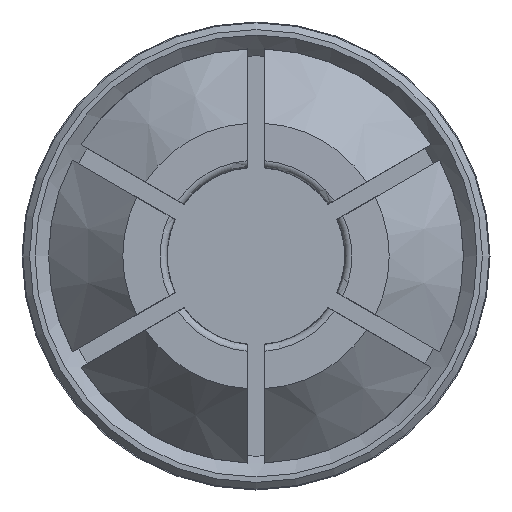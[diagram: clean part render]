
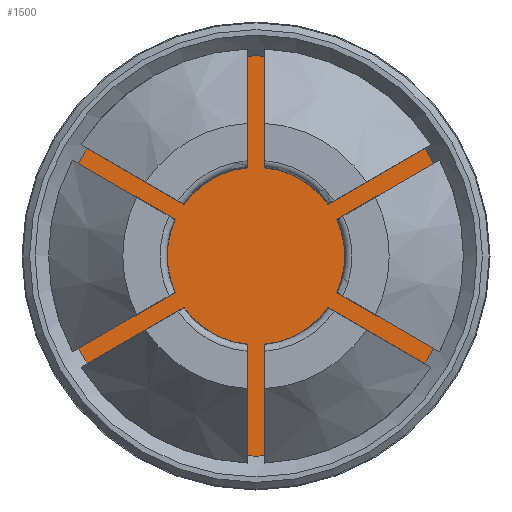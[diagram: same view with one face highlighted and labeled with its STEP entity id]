
A CAD part, left-side view. The second image highlights one B-rep face of the part: STEP entity #1500.
In plain terms, the highlighted planar face has unit normal (-1, 0, 0).
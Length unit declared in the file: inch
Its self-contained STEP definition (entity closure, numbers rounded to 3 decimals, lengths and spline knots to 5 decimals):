
#225=FACE_OUTER_BOUND('',#305,.T.);
#305=EDGE_LOOP('',(#1004,#1005,#1006,#1007,#1008,#1009,#1010,#1011,#1012,
#1013,#1014,#1015,#1016,#1017,#1018,#1019,#1020,#1021,#1022,#1023,#1024,
#1025,#1026,#1027));
#391=ELLIPSE('',#1602,0.2575,0.2575);
#392=ELLIPSE('',#1604,0.2575,0.2575);
#393=ELLIPSE('',#1606,0.2575,0.2575);
#394=ELLIPSE('',#1608,0.2575,0.2575);
#395=ELLIPSE('',#1610,0.2575,0.2575);
#396=ELLIPSE('',#1612,0.2575,0.2575);
#397=CIRCLE('',#1601,0.58985);
#398=CIRCLE('',#1603,0.58985);
#399=CIRCLE('',#1605,0.58985);
#400=CIRCLE('',#1607,0.58985);
#401=CIRCLE('',#1609,0.58985);
#402=CIRCLE('',#1611,0.58985);
#464=LINE('',#2141,#540);
#465=LINE('',#2145,#541);
#466=LINE('',#2149,#542);
#467=LINE('',#2153,#543);
#468=LINE('',#2157,#544);
#469=LINE('',#2161,#545);
#470=LINE('',#2165,#546);
#471=LINE('',#2169,#547);
#472=LINE('',#2173,#548);
#473=LINE('',#2177,#549);
#474=LINE('',#2181,#550);
#475=LINE('',#2185,#551);
#540=VECTOR('',#1757,0.3937);
#541=VECTOR('',#1760,0.3937);
#542=VECTOR('',#1763,0.3937);
#543=VECTOR('',#1766,0.3937);
#544=VECTOR('',#1769,0.3937);
#545=VECTOR('',#1772,0.3937);
#546=VECTOR('',#1775,0.3937);
#547=VECTOR('',#1778,0.3937);
#548=VECTOR('',#1781,0.3937);
#549=VECTOR('',#1784,0.3937);
#550=VECTOR('',#1787,0.3937);
#551=VECTOR('',#1790,0.3937);
#616=VERTEX_POINT('',#2139);
#617=VERTEX_POINT('',#2140);
#618=VERTEX_POINT('',#2142);
#619=VERTEX_POINT('',#2144);
#620=VERTEX_POINT('',#2146);
#621=VERTEX_POINT('',#2148);
#622=VERTEX_POINT('',#2150);
#623=VERTEX_POINT('',#2152);
#624=VERTEX_POINT('',#2154);
#625=VERTEX_POINT('',#2156);
#626=VERTEX_POINT('',#2158);
#627=VERTEX_POINT('',#2160);
#628=VERTEX_POINT('',#2162);
#629=VERTEX_POINT('',#2164);
#630=VERTEX_POINT('',#2166);
#631=VERTEX_POINT('',#2168);
#632=VERTEX_POINT('',#2170);
#633=VERTEX_POINT('',#2172);
#634=VERTEX_POINT('',#2174);
#635=VERTEX_POINT('',#2176);
#636=VERTEX_POINT('',#2178);
#637=VERTEX_POINT('',#2180);
#638=VERTEX_POINT('',#2182);
#639=VERTEX_POINT('',#2184);
#773=EDGE_CURVE('',#616,#617,#464,.T.);
#774=EDGE_CURVE('',#618,#616,#397,.T.);
#775=EDGE_CURVE('',#619,#618,#465,.T.);
#776=EDGE_CURVE('',#620,#619,#391,.T.);
#777=EDGE_CURVE('',#621,#620,#466,.T.);
#778=EDGE_CURVE('',#622,#621,#398,.T.);
#779=EDGE_CURVE('',#623,#622,#467,.T.);
#780=EDGE_CURVE('',#624,#623,#392,.T.);
#781=EDGE_CURVE('',#625,#624,#468,.T.);
#782=EDGE_CURVE('',#626,#625,#399,.T.);
#783=EDGE_CURVE('',#627,#626,#469,.T.);
#784=EDGE_CURVE('',#628,#627,#393,.T.);
#785=EDGE_CURVE('',#629,#628,#470,.T.);
#786=EDGE_CURVE('',#630,#629,#400,.T.);
#787=EDGE_CURVE('',#631,#630,#471,.T.);
#788=EDGE_CURVE('',#632,#631,#394,.T.);
#789=EDGE_CURVE('',#633,#632,#472,.T.);
#790=EDGE_CURVE('',#634,#633,#401,.T.);
#791=EDGE_CURVE('',#635,#634,#473,.T.);
#792=EDGE_CURVE('',#636,#635,#395,.T.);
#793=EDGE_CURVE('',#637,#636,#474,.T.);
#794=EDGE_CURVE('',#638,#637,#402,.T.);
#795=EDGE_CURVE('',#639,#638,#475,.T.);
#796=EDGE_CURVE('',#617,#639,#396,.T.);
#1004=ORIENTED_EDGE('',*,*,#773,.F.);
#1005=ORIENTED_EDGE('',*,*,#774,.F.);
#1006=ORIENTED_EDGE('',*,*,#775,.F.);
#1007=ORIENTED_EDGE('',*,*,#776,.F.);
#1008=ORIENTED_EDGE('',*,*,#777,.F.);
#1009=ORIENTED_EDGE('',*,*,#778,.F.);
#1010=ORIENTED_EDGE('',*,*,#779,.F.);
#1011=ORIENTED_EDGE('',*,*,#780,.F.);
#1012=ORIENTED_EDGE('',*,*,#781,.F.);
#1013=ORIENTED_EDGE('',*,*,#782,.F.);
#1014=ORIENTED_EDGE('',*,*,#783,.F.);
#1015=ORIENTED_EDGE('',*,*,#784,.F.);
#1016=ORIENTED_EDGE('',*,*,#785,.F.);
#1017=ORIENTED_EDGE('',*,*,#786,.F.);
#1018=ORIENTED_EDGE('',*,*,#787,.F.);
#1019=ORIENTED_EDGE('',*,*,#788,.F.);
#1020=ORIENTED_EDGE('',*,*,#789,.F.);
#1021=ORIENTED_EDGE('',*,*,#790,.F.);
#1022=ORIENTED_EDGE('',*,*,#791,.F.);
#1023=ORIENTED_EDGE('',*,*,#792,.F.);
#1024=ORIENTED_EDGE('',*,*,#793,.F.);
#1025=ORIENTED_EDGE('',*,*,#794,.F.);
#1026=ORIENTED_EDGE('',*,*,#795,.F.);
#1027=ORIENTED_EDGE('',*,*,#796,.F.);
#1466=PLANE('',#1600);
#1500=ADVANCED_FACE('',(#225),#1466,.T.);
#1600=AXIS2_PLACEMENT_3D('',#2138,#1755,#1756);
#1601=AXIS2_PLACEMENT_3D('',#2143,#1758,#1759);
#1602=AXIS2_PLACEMENT_3D('',#2147,#1761,#1762);
#1603=AXIS2_PLACEMENT_3D('',#2151,#1764,#1765);
#1604=AXIS2_PLACEMENT_3D('',#2155,#1767,#1768);
#1605=AXIS2_PLACEMENT_3D('',#2159,#1770,#1771);
#1606=AXIS2_PLACEMENT_3D('',#2163,#1773,#1774);
#1607=AXIS2_PLACEMENT_3D('',#2167,#1776,#1777);
#1608=AXIS2_PLACEMENT_3D('',#2171,#1779,#1780);
#1609=AXIS2_PLACEMENT_3D('',#2175,#1782,#1783);
#1610=AXIS2_PLACEMENT_3D('',#2179,#1785,#1786);
#1611=AXIS2_PLACEMENT_3D('',#2183,#1788,#1789);
#1612=AXIS2_PLACEMENT_3D('',#2186,#1791,#1792);
#1755=DIRECTION('center_axis',(-1.,0.,0.));
#1756=DIRECTION('ref_axis',(0.,0.,1.));
#1757=DIRECTION('',(0.,-0.866,0.5));
#1758=DIRECTION('center_axis',(1.,0.,0.));
#1759=DIRECTION('ref_axis',(0.,-1.,0.));
#1760=DIRECTION('',(0.,0.866,-0.5));
#1761=DIRECTION('center_axis',(1.,0.,0.));
#1762=DIRECTION('ref_axis',(0.,0.5,-0.866));
#1763=DIRECTION('',(0.,0.,1.));
#1764=DIRECTION('center_axis',(1.,0.,0.));
#1765=DIRECTION('ref_axis',(0.,-1.,0.));
#1766=DIRECTION('',(0.,0.,-1.));
#1767=DIRECTION('center_axis',(1.,0.,0.));
#1768=DIRECTION('ref_axis',(0.,-0.5,-0.866));
#1769=DIRECTION('',(0.,0.866,0.5));
#1770=DIRECTION('center_axis',(1.,0.,0.));
#1771=DIRECTION('ref_axis',(0.,-1.,0.));
#1772=DIRECTION('',(0.,-0.866,-0.5));
#1773=DIRECTION('center_axis',(1.,0.,0.));
#1774=DIRECTION('ref_axis',(0.,-1.,0.));
#1775=DIRECTION('',(0.,0.866,-0.5));
#1776=DIRECTION('center_axis',(1.,0.,0.));
#1777=DIRECTION('ref_axis',(0.,-1.,0.));
#1778=DIRECTION('',(0.,-0.866,0.5));
#1779=DIRECTION('center_axis',(1.,0.,0.));
#1780=DIRECTION('ref_axis',(0.,-0.5,0.866));
#1781=DIRECTION('',(0.,0.,-1.));
#1782=DIRECTION('center_axis',(1.,0.,0.));
#1783=DIRECTION('ref_axis',(0.,-1.,0.));
#1784=DIRECTION('',(0.,0.,1.));
#1785=DIRECTION('center_axis',(1.,0.,0.));
#1786=DIRECTION('ref_axis',(0.,0.5,0.866));
#1787=DIRECTION('',(0.,-0.866,-0.5));
#1788=DIRECTION('center_axis',(1.,0.,0.));
#1789=DIRECTION('ref_axis',(0.,-1.,0.));
#1790=DIRECTION('',(0.,0.866,0.5));
#1791=DIRECTION('center_axis',(1.,0.,0.));
#1792=DIRECTION('ref_axis',(0.,1.,0.));
#2138=CARTESIAN_POINT('Origin',(-1.09987,0.66,0.));
#2139=CARTESIAN_POINT('',(-1.09987,0.52316,-0.27245));
#2140=CARTESIAN_POINT('',(-1.09987,0.23788,-0.10775));
#2141=CARTESIAN_POINT('',(-1.09987,0.55266,-0.28949));
#2142=CARTESIAN_POINT('',(-1.09987,0.49753,-0.31684));
#2143=CARTESIAN_POINT('Origin',(-1.09987,0.,
0.));
#2144=CARTESIAN_POINT('',(-1.09987,0.21226,-0.15214));
#2145=CARTESIAN_POINT('',(-1.09987,0.53023,-0.33572));
#2146=CARTESIAN_POINT('',(-1.09987,0.02563,-0.25989));
#2147=CARTESIAN_POINT('Origin',(-1.09987,0.002,-0.00347));
#2148=CARTESIAN_POINT('',(-1.09987,0.02563,-0.58929));
#2149=CARTESIAN_POINT('',(-1.09987,0.02563,-0.33758));
#2150=CARTESIAN_POINT('',(-1.09987,-0.02563,-0.58929));
#2151=CARTESIAN_POINT('Origin',(-1.09987,0.,
0.));
#2152=CARTESIAN_POINT('',(-1.09987,-0.02563,-0.25989));
#2153=CARTESIAN_POINT('',(-1.09987,-0.02563,-0.34126));
#2154=CARTESIAN_POINT('',(-1.09987,-0.21226,-0.15214));
#2155=CARTESIAN_POINT('Origin',(-1.09987,-0.002,
-0.00347));
#2156=CARTESIAN_POINT('',(-1.09987,-0.49753,-0.31684));
#2157=CARTESIAN_POINT('',(-1.09987,-0.03204,-0.04809));
#2158=CARTESIAN_POINT('',(-1.09987,-0.52316,-0.27245));
#2159=CARTESIAN_POINT('Origin',(-1.09987,0.,
0.));
#2160=CARTESIAN_POINT('',(-1.09987,-0.23788,-0.10775));
#2161=CARTESIAN_POINT('',(-1.09987,-0.06086,-0.00555));
#2162=CARTESIAN_POINT('',(-1.09987,-0.23788,0.10775));
#2163=CARTESIAN_POINT('Origin',(-1.09987,-0.00401,
0.));
#2164=CARTESIAN_POINT('',(-1.09987,-0.52316,0.27245));
#2165=CARTESIAN_POINT('',(-1.09987,-0.05766,0.0037));
#2166=CARTESIAN_POINT('',(-1.09987,-0.49753,0.31684));
#2167=CARTESIAN_POINT('Origin',(-1.09987,0.,
0.));
#2168=CARTESIAN_POINT('',(-1.09987,-0.21226,0.15214));
#2169=CARTESIAN_POINT('',(-1.09987,-0.03523,0.04993));
#2170=CARTESIAN_POINT('',(-1.09987,-0.02563,0.25989));
#2171=CARTESIAN_POINT('Origin',(-1.09987,-0.002,
0.00347));
#2172=CARTESIAN_POINT('',(-1.09987,-0.02563,0.58929));
#2173=CARTESIAN_POINT('',(-1.09987,-0.02563,0.33757));
#2174=CARTESIAN_POINT('',(-1.09987,0.02563,0.58929));
#2175=CARTESIAN_POINT('Origin',(-1.09987,0.,
0.));
#2176=CARTESIAN_POINT('',(-1.09987,0.02563,0.25989));
#2177=CARTESIAN_POINT('',(-1.09987,0.02563,0.34127));
#2178=CARTESIAN_POINT('',(-1.09987,0.21226,0.15214));
#2179=CARTESIAN_POINT('Origin',(-1.09987,0.002,0.00347));
#2180=CARTESIAN_POINT('',(-1.09987,0.49753,0.31684));
#2181=CARTESIAN_POINT('',(-1.09987,0.52703,0.33388));
#2182=CARTESIAN_POINT('',(-1.09987,0.52316,0.27245));
#2183=CARTESIAN_POINT('Origin',(-1.09987,0.,
0.));
#2184=CARTESIAN_POINT('',(-1.09987,0.23788,0.10775));
#2185=CARTESIAN_POINT('',(-1.09987,0.55586,0.29133));
#2186=CARTESIAN_POINT('Origin',(-1.09987,0.00401,0.));
